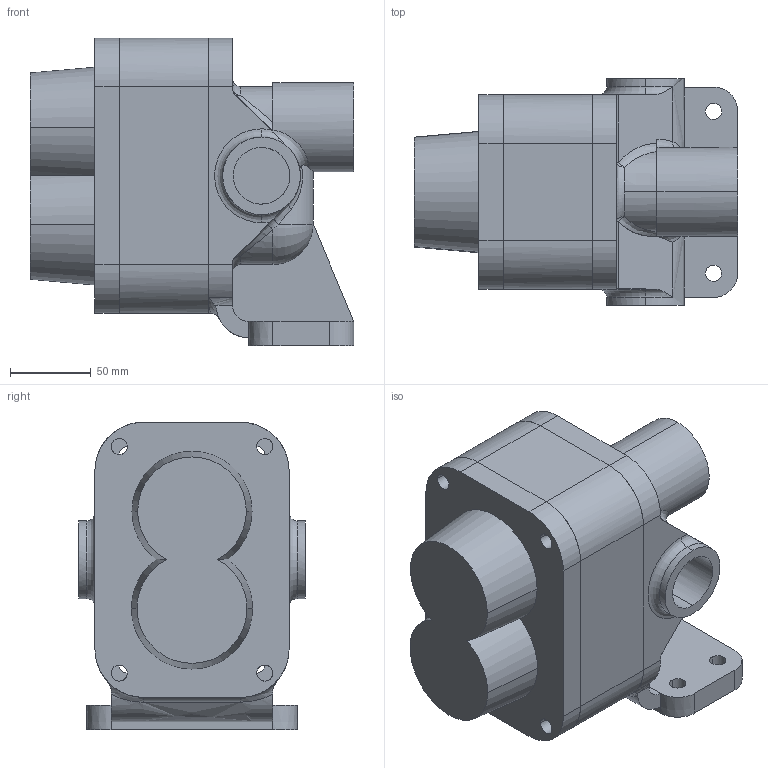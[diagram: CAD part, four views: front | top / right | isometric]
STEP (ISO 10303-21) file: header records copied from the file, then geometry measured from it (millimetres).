
FILE_DESCRIPTION( ( 'STEP Version 203' ), '1' );
FILE_NAME( 'assembly_solid.stp', '12/23/14 14:44:04', ( 'rlejay' ), ( ' ' ), 'PSStep 17.0.49', 'DesignModeler STEP Output', ' ' );
FILE_SCHEMA( ( 'CONFIG_CONTROL_DESIGN' ) );
Length unit declared in the file: metre
Products named in the file (3): 1; 2; 3
Bounding box: 200 x 140 x 190 mm (x, y, z)
Volume: 1846412.1 mm3; surface area: 275025.7 mm2
Topology: 3 solids, 3 shells, 205 faces, 550 edges, 356 vertices
Faces by surface type: revolution 117, plane 75, bspline 13
Entity records: 13609 total; most frequent: CARTESIAN_POINT 8831, ORIENTED_EDGE 1100, DIRECTION 630, EDGE_CURVE 550, VERTEX_POINT 356, B_SPLINE_CURVE_WITH_KNOTS 342, LINE 257, VECTOR 257
